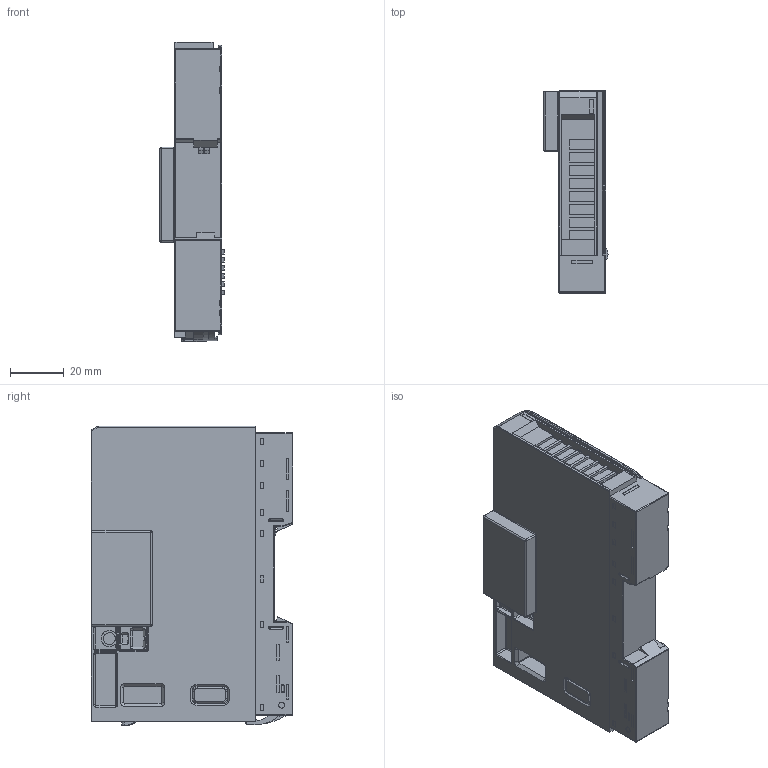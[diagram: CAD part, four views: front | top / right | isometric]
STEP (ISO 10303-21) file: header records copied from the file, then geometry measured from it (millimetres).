
FILE_DESCRIPTION((''),'2;1');
FILE_NAME('ML_XXXX-1','2024-03-12T',('憮貲措1'),(''),'CREO PARAMETRIC BY PTC INC, 2016130','CREO PARAMETRIC BY PTC INC, 2016130','');
FILE_SCHEMA(('CONFIG_CONTROL_DESIGN'));
Length unit declared in the file: millimetre
Products named in the file (1): ML_XXXX-1
Bounding box: 23.84 x 75.1 x 111.45 mm (x, y, z)
Volume: 136410.6 mm3; surface area: 29452.3 mm2
Topology: 2 solids, 22 shells, 1591 faces, 4071 edges, 2538 vertices
Faces by surface type: plane 1028, cylinder 365, sphere 100, bspline 50, torus 28, cone 12, extrusion 8
Entity records: 49667 total; most frequent: CARTESIAN_POINT 11393, ORIENTED_EDGE 7944, DIRECTION 7778, EDGE_CURVE 3972, VECTOR 3026, LINE 3018, VERTEX_POINT 2538, AXIS2_PLACEMENT_3D 2376
